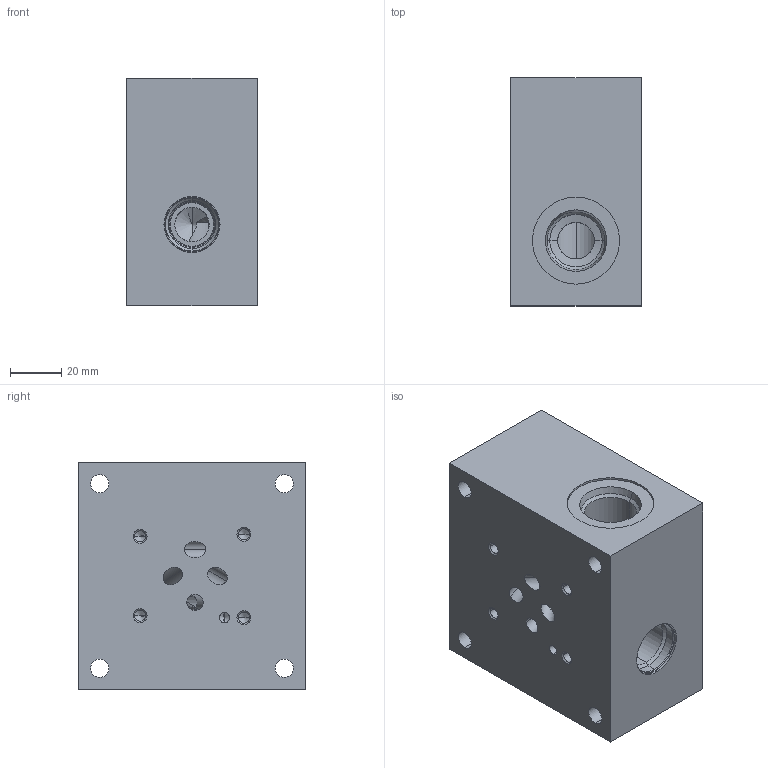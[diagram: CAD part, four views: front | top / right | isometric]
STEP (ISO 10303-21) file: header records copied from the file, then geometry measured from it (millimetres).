
FILE_DESCRIPTION((''),'2;1');
FILE_NAME('WCF_ASM','2022-10-24T',('ProEService'),(''),'PRO/ENGINEER BY PARAMETRIC TECHNOLOGY CORPORATION, 2014200','PRO/ENGINEER BY PARAMETRIC TECHNOLOGY CORPORATION, 2014200','');
FILE_SCHEMA(('CONFIG_CONTROL_DESIGN'));
Length unit declared in the file: inch
Products named in the file (2): 152-843-002; WCF_ASM
Assembly tree (1 placements, depth 2):
  WCF_ASM
    152-843-002
Bounding box: 50.8 x 88.9 x 88.9 mm (x, y, z)
Volume: 331254.6 mm3; surface area: 51548.8 mm2
Topology: 1 solids, 1 shells, 140 faces, 554 edges, 519 vertices
Faces by surface type: cylinder 62, cone 61, plane 12, sphere 3, torus 2
Entity records: 6473 total; most frequent: CARTESIAN_POINT 2083, DIRECTION 927, ORIENTED_EDGE 654, VECTOR 341, LINE 341, EDGE_CURVE 327, AXIS2_PLACEMENT_3D 293, TRIMMED_CURVE 207
